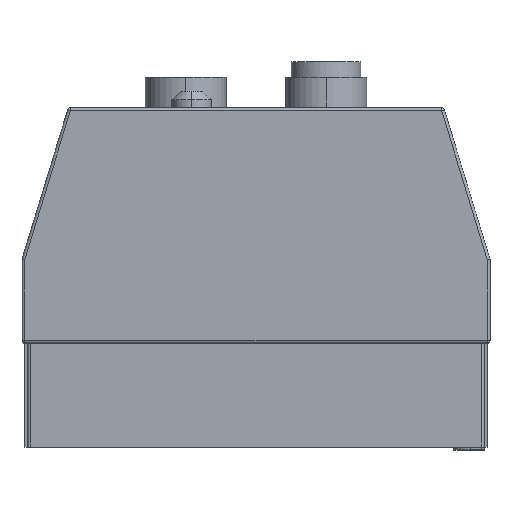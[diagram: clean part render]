
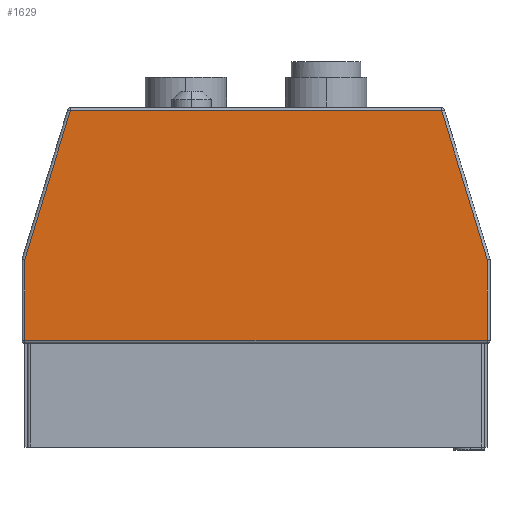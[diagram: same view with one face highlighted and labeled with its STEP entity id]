
A CAD part, top view. The second image highlights one B-rep face of the part: STEP entity #1629.
In plain terms, the highlighted planar face has unit normal (0, 0, 1).
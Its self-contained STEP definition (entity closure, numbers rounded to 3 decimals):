
#634 = DIRECTION ( 'NONE',  ( -0.292, 0.956, 0. ) ) ;
#649 = VECTOR ( 'NONE', #1994, 1000. ) ;
#875 = VECTOR ( 'NONE', #7870, 1000. ) ;
#1187 = VERTEX_POINT ( 'NONE', #7431 ) ;
#1629 = ADVANCED_FACE ( 'NONE', ( #3939 ), #4539, .T. ) ;
#1689 = VECTOR ( 'NONE', #5473, 1000. ) ;
#1728 = ORIENTED_EDGE ( 'NONE', *, *, #4824, .T. ) ;
#1736 = ORIENTED_EDGE ( 'NONE', *, *, #4867, .T. ) ;
#1782 = ORIENTED_EDGE ( 'NONE', *, *, #4921, .T. ) ;
#1818 = ORIENTED_EDGE ( 'NONE', *, *, #4931, .T. ) ;
#1847 = ORIENTED_EDGE ( 'NONE', *, *, #5035, .T. ) ;
#1866 = ORIENTED_EDGE ( 'NONE', *, *, #5049, .T. ) ;
#1994 = DIRECTION ( 'NONE',  ( 0., -1., 0. ) ) ;
#2006 = CARTESIAN_POINT ( 'NONE',  ( 166., 38., 0. ) ) ;
#2126 = CARTESIAN_POINT ( 'NONE',  ( 16.5, 120., 0. ) ) ;
#2354 = LINE ( 'NONE', #8565, #7583 ) ;
#2550 = EDGE_LOOP ( 'NONE', ( #1728, #1736, #1782, #1818, #1847, #1866 ) ) ;
#2617 = VERTEX_POINT ( 'NONE', #3782 ) ;
#2779 = LINE ( 'NONE', #5957, #875 ) ;
#2848 = VERTEX_POINT ( 'NONE', #5912 ) ;
#3716 = VECTOR ( 'NONE', #634, 1000. ) ;
#3782 = CARTESIAN_POINT ( 'NONE',  ( 1., 38., 0. ) ) ;
#3932 = LINE ( 'NONE', #4062, #7195 ) ;
#3939 = FACE_OUTER_BOUND ( 'NONE', #2550, .T. ) ;
#3958 = VERTEX_POINT ( 'NONE', #2006 ) ;
#4062 = CARTESIAN_POINT ( 'NONE',  ( 166., 67., 0. ) ) ;
#4371 = DIRECTION ( 'NONE',  ( 1., 0., 0. ) ) ;
#4400 = DIRECTION ( 'NONE',  ( 0., 0., 1. ) ) ;
#4539 = PLANE ( 'NONE',  #5273 ) ;
#4668 = CARTESIAN_POINT ( 'NONE',  ( 1., 37., 0. ) ) ;
#4824 = EDGE_CURVE ( 'NONE', #5914, #5760, #2779, .T. ) ;
#4867 = EDGE_CURVE ( 'NONE', #5760, #2617, #6109, .T. ) ;
#4921 = EDGE_CURVE ( 'NONE', #2617, #3958, #2354, .T. ) ;
#4931 = EDGE_CURVE ( 'NONE', #3958, #1187, #3932, .T. ) ;
#5035 = EDGE_CURVE ( 'NONE', #1187, #2848, #5289, .T. ) ;
#5049 = EDGE_CURVE ( 'NONE', #2848, #5914, #8497, .T. ) ;
#5273 = AXIS2_PLACEMENT_3D ( 'NONE', #6061, #4400, #4371 ) ;
#5289 = LINE ( 'NONE', #8646, #3716 ) ;
#5473 = DIRECTION ( 'NONE',  ( -1., 0., 0. ) ) ;
#5675 = CARTESIAN_POINT ( 'NONE',  ( 17.24, 120., 0. ) ) ;
#5760 = VERTEX_POINT ( 'NONE', #6251 ) ;
#5912 = CARTESIAN_POINT ( 'NONE',  ( 149.76, 120., 0. ) ) ;
#5914 = VERTEX_POINT ( 'NONE', #5675 ) ;
#5957 = CARTESIAN_POINT ( 'NONE',  ( -17.768, 5.429, 0. ) ) ;
#6061 = CARTESIAN_POINT ( 'NONE',  ( 0., 0., 0. ) ) ;
#6109 = LINE ( 'NONE', #4668, #649 ) ;
#6251 = CARTESIAN_POINT ( 'NONE',  ( 1., 66.851, 0. ) ) ;
#6667 = DIRECTION ( 'NONE',  ( 1., 0., 0. ) ) ;
#7195 = VECTOR ( 'NONE', #8590, 1000. ) ;
#7431 = CARTESIAN_POINT ( 'NONE',  ( 166., 66.851, 0. ) ) ;
#7583 = VECTOR ( 'NONE', #6667, 1000. ) ;
#7870 = DIRECTION ( 'NONE',  ( -0.292, -0.956, 0. ) ) ;
#8497 = LINE ( 'NONE', #2126, #1689 ) ;
#8565 = CARTESIAN_POINT ( 'NONE',  ( 167., 38., 0. ) ) ;
#8590 = DIRECTION ( 'NONE',  ( 0., 1., 0. ) ) ;
#8646 = CARTESIAN_POINT ( 'NONE',  ( 170.507, 52.099, 0. ) ) ;
